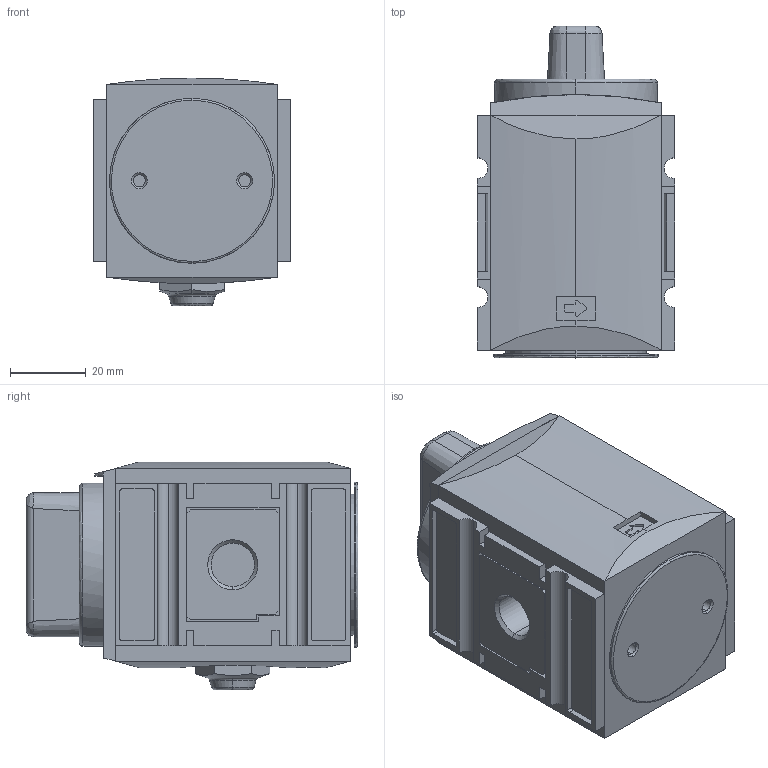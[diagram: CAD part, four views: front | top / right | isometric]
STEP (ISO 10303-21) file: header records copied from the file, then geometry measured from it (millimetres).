
FILE_DESCRIPTION (( 'STEP AP214' ), '1' );
FILE_NAME ('KN-KBAV114.STEP', '2018-08-29T10:24:07', ( '' ), ( '' ), 'SwSTEP 2.0', 'SolidWorks 2018', '' );
FILE_SCHEMA (( 'AUTOMOTIVE_DESIGN' ));
Length unit declared in the file: millimetre
Products named in the file (1): KN-KBAV114
Bounding box: 52 x 87.5 x 60.1 mm (x, y, z)
Volume: 184407.5 mm3; surface area: 26348 mm2
Topology: 1 solids, 1 shells, 336 faces, 878 edges, 574 vertices
Faces by surface type: plane 209, cylinder 93, cone 20, bspline 14
Entity records: 14589 total; most frequent: CARTESIAN_POINT 2538, ORIENTED_EDGE 1756, DIRECTION 1702, EDGE_CURVE 878, LINE 612, VECTOR 612, VERTEX_POINT 574, AXIS2_PLACEMENT_3D 545
